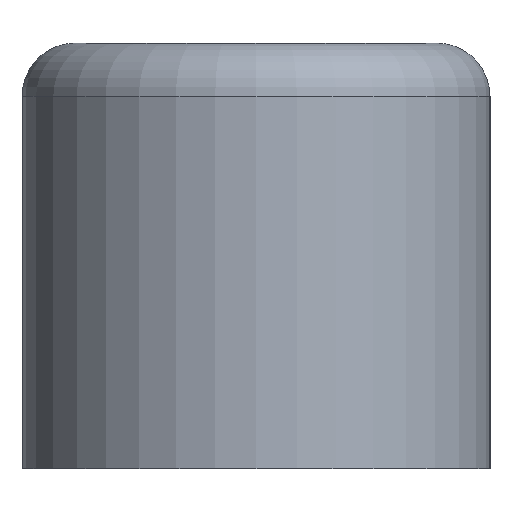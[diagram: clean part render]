
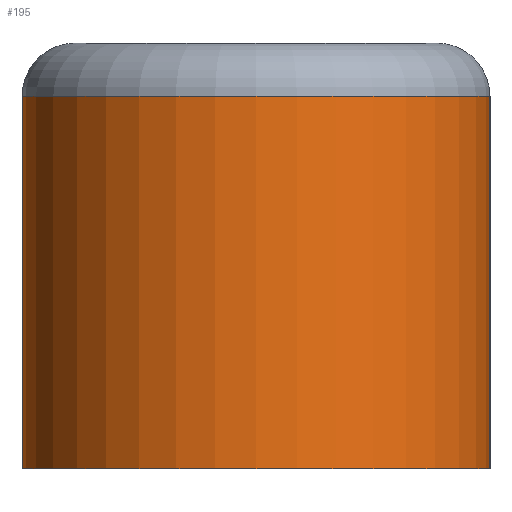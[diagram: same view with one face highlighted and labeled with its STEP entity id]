
A CAD part, left-side view. The second image highlights one B-rep face of the part: STEP entity #195.
In plain terms, the highlighted cylindrical face has radius 5.588 mm (diameter 11.176 mm), a partial arc.
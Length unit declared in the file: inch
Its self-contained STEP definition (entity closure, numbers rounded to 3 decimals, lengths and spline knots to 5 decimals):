
#29=FACE_OUTER_BOUND('',#41,.T.);
#41=EDGE_LOOP('',(#149,#150,#151,#152));
#57=LINE('',#336,#69);
#58=LINE('',#339,#70);
#69=VECTOR('',#275,0.3937);
#70=VECTOR('',#278,0.3937);
#81=CIRCLE('',#223,0.22);
#85=CIRCLE('',#230,0.22);
#93=VERTEX_POINT('',#314);
#95=VERTEX_POINT('',#320);
#99=VERTEX_POINT('',#335);
#100=VERTEX_POINT('',#337);
#113=EDGE_CURVE('',#93,#95,#81,.T.);
#119=EDGE_CURVE('',#99,#93,#57,.T.);
#120=EDGE_CURVE('',#99,#100,#85,.T.);
#121=EDGE_CURVE('',#100,#95,#58,.T.);
#149=ORIENTED_EDGE('',*,*,#113,.F.);
#150=ORIENTED_EDGE('',*,*,#119,.F.);
#151=ORIENTED_EDGE('',*,*,#120,.T.);
#152=ORIENTED_EDGE('',*,*,#121,.T.);
#187=CYLINDRICAL_SURFACE('',#229,0.22);
#195=ADVANCED_FACE('',(#29),#187,.T.);
#223=AXIS2_PLACEMENT_3D('',#324,#259,#260);
#229=AXIS2_PLACEMENT_3D('',#334,#273,#274);
#230=AXIS2_PLACEMENT_3D('',#338,#276,#277);
#259=DIRECTION('center_axis',(0.,0.,1.));
#260=DIRECTION('ref_axis',(-1.,0.,0.));
#273=DIRECTION('center_axis',(0.,0.,1.));
#274=DIRECTION('ref_axis',(-1.,0.,0.));
#275=DIRECTION('',(0.,0.,1.));
#276=DIRECTION('center_axis',(0.,0.,1.));
#277=DIRECTION('ref_axis',(1.,0.,0.));
#278=DIRECTION('',(0.,0.,1.));
#314=CARTESIAN_POINT('',(0.,0.22,0.35));
#320=CARTESIAN_POINT('',(0.,-0.22,0.35));
#324=CARTESIAN_POINT('Origin',(0.,0.,0.35));
#334=CARTESIAN_POINT('Origin',(0.,0.,0.));
#335=CARTESIAN_POINT('',(0.,0.22,0.));
#336=CARTESIAN_POINT('',(0.,0.22,0.));
#337=CARTESIAN_POINT('',(0.,-0.22,0.));
#338=CARTESIAN_POINT('Origin',(0.,0.,0.));
#339=CARTESIAN_POINT('',(0.,-0.22,0.));
